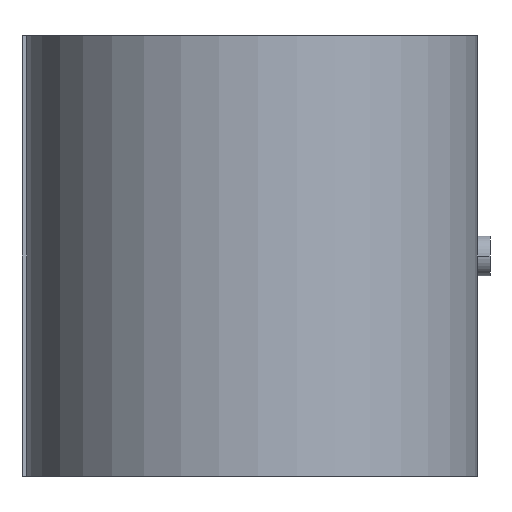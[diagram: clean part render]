
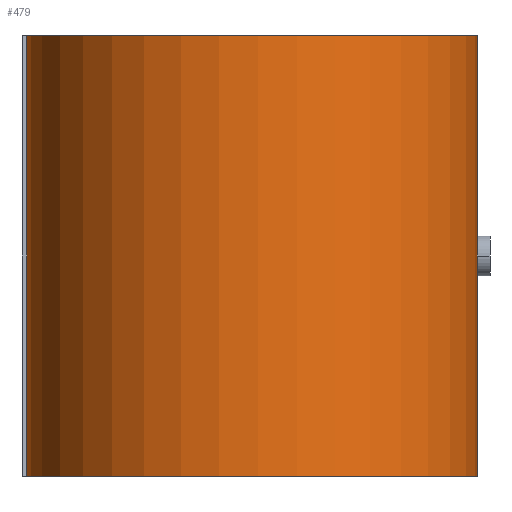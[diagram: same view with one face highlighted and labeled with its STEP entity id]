
A CAD part, front view. The second image highlights one B-rep face of the part: STEP entity #479.
In plain terms, the highlighted cylindrical face has radius 181.767 mm (diameter 363.533 mm), a partial arc.
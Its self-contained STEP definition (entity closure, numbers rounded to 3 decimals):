
#271 = EDGE_CURVE( '', #577, #487, #710, .T. );
#311 = EDGE_CURVE( '', #467, #487, #751, .T. );
#403 = EDGE_CURVE( '', #467, #587, #853, .T. );
#407 = EDGE_CURVE( '', #587, #577, #857, .T. );
#467 = VERTEX_POINT( '', #924 );
#479 = ADVANCED_FACE( '', ( #937 ), #938, .T. );
#487 = VERTEX_POINT( '', #946 );
#577 = VERTEX_POINT( '', #1053 );
#587 = VERTEX_POINT( '', #1064 );
#710 = LINE( '', #1269, #1270 );
#751 = CIRCLE( '', #1333, 181.767 );
#853 = LINE( '', #1538, #1539 );
#857 = CIRCLE( '', #1544, 181.767 );
#924 = CARTESIAN_POINT( '', ( -181.703, -4.8, 177.5 ) );
#937 = FACE_OUTER_BOUND( '', #1644, .T. );
#938 = CYLINDRICAL_SURFACE( '', #1645, 181.767 );
#946 = CARTESIAN_POINT( '', ( 181.703, 4.8, 177.5 ) );
#1053 = CARTESIAN_POINT( '', ( 181.703, 4.8, -177.5 ) );
#1064 = CARTESIAN_POINT( '', ( -181.703, -4.8, -177.5 ) );
#1269 = CARTESIAN_POINT( '', ( 181.703, 4.8, 177.5 ) );
#1270 = VECTOR( '', #2346, 1. );
#1333 = AXIS2_PLACEMENT_3D( '', #2382, #2383, #2384 );
#1538 = CARTESIAN_POINT( '', ( -181.703, -4.8, 177.5 ) );
#1539 = VECTOR( '', #2497, 1. );
#1544 = AXIS2_PLACEMENT_3D( '', #2498, #2499, #2500 );
#1644 = EDGE_LOOP( '', ( #2630, #2631, #2632, #2633 ) );
#1645 = AXIS2_PLACEMENT_3D( '', #2634, #2635, #2636 );
#2346 = DIRECTION( '', ( 0., 0., 1. ) );
#2382 = CARTESIAN_POINT( '', ( 0., 0., 177.5 ) );
#2383 = DIRECTION( '', ( 0., 0., 1. ) );
#2384 = DIRECTION( '', ( -1., -0.026, 0. ) );
#2497 = DIRECTION( '', ( 0., 0., -1. ) );
#2498 = CARTESIAN_POINT( '', ( 0., 0., -177.5 ) );
#2499 = DIRECTION( '', ( 0., 0., 1. ) );
#2500 = DIRECTION( '', ( -1., -0.026, 0. ) );
#2630 = ORIENTED_EDGE( '', *, *, #271, .T. );
#2631 = ORIENTED_EDGE( '', *, *, #311, .F. );
#2632 = ORIENTED_EDGE( '', *, *, #403, .T. );
#2633 = ORIENTED_EDGE( '', *, *, #407, .T. );
#2634 = CARTESIAN_POINT( '', ( 0., 0., 177.5 ) );
#2635 = DIRECTION( '', ( 0., 0., 1. ) );
#2636 = DIRECTION( '', ( -1., -0.026, 0. ) );
